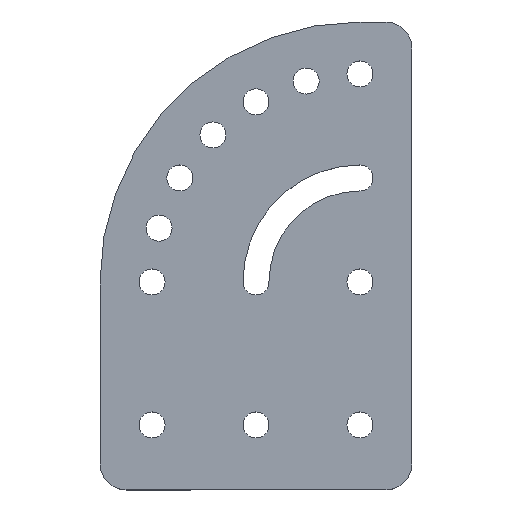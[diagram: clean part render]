
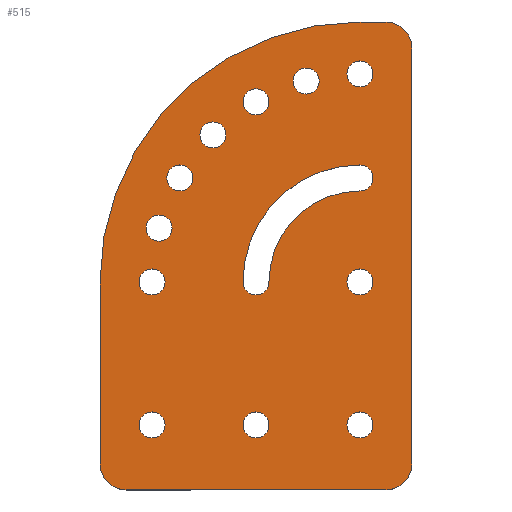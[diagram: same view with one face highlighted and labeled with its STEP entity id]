
A CAD part, top view. The second image highlights one B-rep face of the part: STEP entity #515.
In plain terms, the highlighted planar face has unit normal (0, 0, 1).
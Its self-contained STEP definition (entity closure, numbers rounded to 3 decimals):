
#27=FACE_BOUND('',#107,.T.);
#28=FACE_BOUND('',#108,.T.);
#29=FACE_BOUND('',#109,.T.);
#30=FACE_BOUND('',#110,.T.);
#31=FACE_BOUND('',#111,.T.);
#32=FACE_BOUND('',#112,.T.);
#33=FACE_BOUND('',#113,.T.);
#34=FACE_BOUND('',#114,.T.);
#35=FACE_BOUND('',#115,.T.);
#36=FACE_BOUND('',#116,.T.);
#37=FACE_BOUND('',#117,.T.);
#38=FACE_BOUND('',#118,.T.);
#44=PLANE('',#601);
#69=FACE_OUTER_BOUND('',#106,.T.);
#106=EDGE_LOOP('',(#449,#450,#451,#452,#453,#454,#455,#456));
#107=EDGE_LOOP('',(#457));
#108=EDGE_LOOP('',(#458));
#109=EDGE_LOOP('',(#459));
#110=EDGE_LOOP('',(#460));
#111=EDGE_LOOP('',(#461));
#112=EDGE_LOOP('',(#462));
#113=EDGE_LOOP('',(#463));
#114=EDGE_LOOP('',(#464));
#115=EDGE_LOOP('',(#465));
#116=EDGE_LOOP('',(#466));
#117=EDGE_LOOP('',(#467,#468,#469,#470));
#118=EDGE_LOOP('',(#471));
#125=LINE('',#817,#156);
#130=LINE('',#831,#161);
#147=LINE('',#894,#178);
#149=LINE('',#900,#180);
#156=VECTOR('',#656,10.);
#161=VECTOR('',#671,10.);
#178=VECTOR('',#750,10.);
#180=VECTOR('',#758,10.);
#181=CIRCLE('',#540,5.);
#201=CIRCLE('',#563,5.);
#202=CIRCLE('',#565,5.);
#203=CIRCLE('',#568,2.5);
#204=CIRCLE('',#570,2.5);
#205=CIRCLE('',#572,22.5);
#206=CIRCLE('',#574,2.5);
#207=CIRCLE('',#576,17.5);
#208=CIRCLE('',#578,2.5);
#209=CIRCLE('',#580,2.5);
#210=CIRCLE('',#582,2.5);
#211=CIRCLE('',#584,2.5);
#212=CIRCLE('',#586,2.5);
#213=CIRCLE('',#588,2.5);
#214=CIRCLE('',#590,2.5);
#215=CIRCLE('',#592,2.5);
#216=CIRCLE('',#594,2.5);
#217=CIRCLE('',#596,2.5);
#218=CIRCLE('',#599,50.);
#219=VERTEX_POINT('',#763);
#220=VERTEX_POINT('',#764);
#244=VERTEX_POINT('',#816);
#245=VERTEX_POINT('',#820);
#246=VERTEX_POINT('',#824);
#247=VERTEX_POINT('',#825);
#248=VERTEX_POINT('',#830);
#249=VERTEX_POINT('',#834);
#250=VERTEX_POINT('',#838);
#251=VERTEX_POINT('',#840);
#252=VERTEX_POINT('',#844);
#253=VERTEX_POINT('',#848);
#254=VERTEX_POINT('',#854);
#255=VERTEX_POINT('',#858);
#256=VERTEX_POINT('',#862);
#257=VERTEX_POINT('',#866);
#258=VERTEX_POINT('',#870);
#259=VERTEX_POINT('',#874);
#260=VERTEX_POINT('',#878);
#261=VERTEX_POINT('',#882);
#262=VERTEX_POINT('',#886);
#263=VERTEX_POINT('',#890);
#264=VERTEX_POINT('',#896);
#265=EDGE_CURVE('',#219,#220,#181,.T.);
#291=EDGE_CURVE('',#244,#220,#125,.T.);
#293=EDGE_CURVE('',#244,#245,#201,.T.);
#295=EDGE_CURVE('',#246,#247,#202,.T.);
#298=EDGE_CURVE('',#248,#247,#130,.T.);
#300=EDGE_CURVE('',#249,#249,#203,.T.);
#303=EDGE_CURVE('',#251,#250,#204,.T.);
#305=EDGE_CURVE('',#252,#251,#205,.T.);
#307=EDGE_CURVE('',#253,#252,#206,.T.);
#309=EDGE_CURVE('',#250,#253,#207,.T.);
#310=EDGE_CURVE('',#254,#254,#208,.T.);
#312=EDGE_CURVE('',#255,#255,#209,.T.);
#314=EDGE_CURVE('',#256,#256,#210,.T.);
#316=EDGE_CURVE('',#257,#257,#211,.T.);
#318=EDGE_CURVE('',#258,#258,#212,.T.);
#320=EDGE_CURVE('',#259,#259,#213,.T.);
#322=EDGE_CURVE('',#260,#260,#214,.T.);
#324=EDGE_CURVE('',#261,#261,#215,.T.);
#326=EDGE_CURVE('',#262,#262,#216,.T.);
#328=EDGE_CURVE('',#263,#263,#217,.T.);
#330=EDGE_CURVE('',#246,#245,#147,.T.);
#331=EDGE_CURVE('',#264,#248,#218,.T.);
#333=EDGE_CURVE('',#219,#264,#149,.T.);
#449=ORIENTED_EDGE('',*,*,#265,.F.);
#450=ORIENTED_EDGE('',*,*,#333,.T.);
#451=ORIENTED_EDGE('',*,*,#331,.T.);
#452=ORIENTED_EDGE('',*,*,#298,.T.);
#453=ORIENTED_EDGE('',*,*,#295,.F.);
#454=ORIENTED_EDGE('',*,*,#330,.T.);
#455=ORIENTED_EDGE('',*,*,#293,.F.);
#456=ORIENTED_EDGE('',*,*,#291,.T.);
#457=ORIENTED_EDGE('',*,*,#328,.T.);
#458=ORIENTED_EDGE('',*,*,#326,.T.);
#459=ORIENTED_EDGE('',*,*,#324,.T.);
#460=ORIENTED_EDGE('',*,*,#322,.T.);
#461=ORIENTED_EDGE('',*,*,#320,.T.);
#462=ORIENTED_EDGE('',*,*,#318,.T.);
#463=ORIENTED_EDGE('',*,*,#316,.T.);
#464=ORIENTED_EDGE('',*,*,#314,.T.);
#465=ORIENTED_EDGE('',*,*,#312,.T.);
#466=ORIENTED_EDGE('',*,*,#310,.T.);
#467=ORIENTED_EDGE('',*,*,#309,.T.);
#468=ORIENTED_EDGE('',*,*,#307,.T.);
#469=ORIENTED_EDGE('',*,*,#305,.T.);
#470=ORIENTED_EDGE('',*,*,#303,.T.);
#471=ORIENTED_EDGE('',*,*,#300,.T.);
#515=ADVANCED_FACE('',(#69,#27,#28,#29,#30,#31,#32,#33,#34,#35,#36,#37,
#38),#44,.T.);
#540=AXIS2_PLACEMENT_3D('',#765,#606,#607);
#563=AXIS2_PLACEMENT_3D('',#821,#660,#661);
#565=AXIS2_PLACEMENT_3D('',#826,#665,#666);
#568=AXIS2_PLACEMENT_3D('',#835,#675,#676);
#570=AXIS2_PLACEMENT_3D('',#841,#681,#682);
#572=AXIS2_PLACEMENT_3D('',#845,#686,#687);
#574=AXIS2_PLACEMENT_3D('',#849,#691,#692);
#576=AXIS2_PLACEMENT_3D('',#852,#696,#697);
#578=AXIS2_PLACEMENT_3D('',#855,#700,#701);
#580=AXIS2_PLACEMENT_3D('',#859,#705,#706);
#582=AXIS2_PLACEMENT_3D('',#863,#710,#711);
#584=AXIS2_PLACEMENT_3D('',#867,#715,#716);
#586=AXIS2_PLACEMENT_3D('',#871,#720,#721);
#588=AXIS2_PLACEMENT_3D('',#875,#725,#726);
#590=AXIS2_PLACEMENT_3D('',#879,#730,#731);
#592=AXIS2_PLACEMENT_3D('',#883,#735,#736);
#594=AXIS2_PLACEMENT_3D('',#887,#740,#741);
#596=AXIS2_PLACEMENT_3D('',#891,#745,#746);
#599=AXIS2_PLACEMENT_3D('',#897,#753,#754);
#601=AXIS2_PLACEMENT_3D('',#901,#759,#760);
#606=DIRECTION('center_axis',(0.,0.,-1.));
#607=DIRECTION('ref_axis',(0.707,0.707,0.));
#656=DIRECTION('',(0.,1.,0.));
#660=DIRECTION('center_axis',(0.,0.,-1.));
#661=DIRECTION('ref_axis',(0.707,-0.707,0.));
#665=DIRECTION('center_axis',(0.,0.,-1.));
#666=DIRECTION('ref_axis',(-0.707,-0.707,0.));
#671=DIRECTION('',(0.,-1.,0.));
#675=DIRECTION('center_axis',(0.,0.,-1.));
#676=DIRECTION('ref_axis',(-1.,0.,0.));
#681=DIRECTION('center_axis',(0.,0.,-1.));
#682=DIRECTION('ref_axis',(0.,1.,0.));
#686=DIRECTION('center_axis',(0.,0.,-1.));
#687=DIRECTION('ref_axis',(0.,-1.,0.));
#691=DIRECTION('center_axis',(0.,0.,-1.));
#692=DIRECTION('ref_axis',(1.,0.,0.));
#696=DIRECTION('center_axis',(0.,0.,1.));
#697=DIRECTION('ref_axis',(0.,1.,0.));
#700=DIRECTION('center_axis',(0.,0.,-1.));
#701=DIRECTION('ref_axis',(-1.,0.,0.));
#705=DIRECTION('center_axis',(0.,0.,-1.));
#706=DIRECTION('ref_axis',(-1.,0.,0.));
#710=DIRECTION('center_axis',(0.,0.,-1.));
#711=DIRECTION('ref_axis',(-1.,0.,0.));
#715=DIRECTION('center_axis',(0.,0.,-1.));
#716=DIRECTION('ref_axis',(-1.,0.,0.));
#720=DIRECTION('center_axis',(0.,0.,-1.));
#721=DIRECTION('ref_axis',(-1.,0.,0.));
#725=DIRECTION('center_axis',(0.,0.,-1.));
#726=DIRECTION('ref_axis',(-1.,0.,0.));
#730=DIRECTION('center_axis',(0.,0.,-1.));
#731=DIRECTION('ref_axis',(-1.,0.,0.));
#735=DIRECTION('center_axis',(0.,0.,-1.));
#736=DIRECTION('ref_axis',(-1.,0.,0.));
#740=DIRECTION('center_axis',(0.,0.,-1.));
#741=DIRECTION('ref_axis',(-1.,0.,0.));
#745=DIRECTION('center_axis',(0.,0.,-1.));
#746=DIRECTION('ref_axis',(-1.,0.,0.));
#750=DIRECTION('',(1.,0.,0.));
#753=DIRECTION('center_axis',(0.,0.,1.));
#754=DIRECTION('ref_axis',(0.,1.,0.));
#758=DIRECTION('',(-1.,0.,0.));
#759=DIRECTION('center_axis',(0.,0.,1.));
#760=DIRECTION('ref_axis',(1.,0.,0.));
#763=CARTESIAN_POINT('',(-5.,90.,3.));
#764=CARTESIAN_POINT('',(0.,85.,3.));
#765=CARTESIAN_POINT('Origin',(-5.,85.,3.));
#816=CARTESIAN_POINT('',(0.,5.,3.));
#817=CARTESIAN_POINT('',(0.,0.,3.));
#820=CARTESIAN_POINT('',(-5.,0.,3.));
#821=CARTESIAN_POINT('Origin',(-5.,5.,3.));
#824=CARTESIAN_POINT('',(-55.,0.,3.));
#825=CARTESIAN_POINT('',(-60.,5.,3.));
#826=CARTESIAN_POINT('Origin',(-55.,5.,3.));
#830=CARTESIAN_POINT('',(-60.,40.,3.));
#831=CARTESIAN_POINT('',(-60.,40.,3.));
#834=CARTESIAN_POINT('',(-7.5,40.,3.));
#835=CARTESIAN_POINT('Origin',(-10.,40.,3.));
#838=CARTESIAN_POINT('',(-10.,57.5,3.));
#840=CARTESIAN_POINT('',(-10.,62.5,3.));
#841=CARTESIAN_POINT('Origin',(-10.,60.,3.));
#844=CARTESIAN_POINT('',(-32.5,40.,3.));
#845=CARTESIAN_POINT('Origin',(-10.,40.,3.));
#848=CARTESIAN_POINT('',(-27.5,40.,3.));
#849=CARTESIAN_POINT('Origin',(-30.,40.,3.));
#852=CARTESIAN_POINT('Origin',(-10.,40.,3.));
#854=CARTESIAN_POINT('',(-47.5,40.,3.));
#855=CARTESIAN_POINT('Origin',(-50.,40.,3.));
#858=CARTESIAN_POINT('',(-46.137,50.353,3.));
#859=CARTESIAN_POINT('Origin',(-48.637,50.353,3.));
#862=CARTESIAN_POINT('',(-42.141,60.,3.));
#863=CARTESIAN_POINT('Origin',(-44.641,60.,3.));
#866=CARTESIAN_POINT('',(-35.784,68.284,3.));
#867=CARTESIAN_POINT('Origin',(-38.284,68.284,3.));
#870=CARTESIAN_POINT('',(-27.5,74.641,3.));
#871=CARTESIAN_POINT('Origin',(-30.,74.641,3.));
#874=CARTESIAN_POINT('',(-17.853,78.637,3.));
#875=CARTESIAN_POINT('Origin',(-20.353,78.637,3.));
#878=CARTESIAN_POINT('',(-7.5,80.,3.));
#879=CARTESIAN_POINT('Origin',(-10.,80.,3.));
#882=CARTESIAN_POINT('',(-47.5,12.5,3.));
#883=CARTESIAN_POINT('Origin',(-50.,12.5,3.));
#886=CARTESIAN_POINT('',(-27.5,12.5,3.));
#887=CARTESIAN_POINT('Origin',(-30.,12.5,3.));
#890=CARTESIAN_POINT('',(-7.5,12.5,3.));
#891=CARTESIAN_POINT('Origin',(-10.,12.5,3.));
#894=CARTESIAN_POINT('',(-60.,0.,3.));
#896=CARTESIAN_POINT('',(-10.,90.,3.));
#897=CARTESIAN_POINT('Origin',(-10.,40.,3.));
#900=CARTESIAN_POINT('',(0.,90.,3.));
#901=CARTESIAN_POINT('Origin',(-30.,45.,3.));
